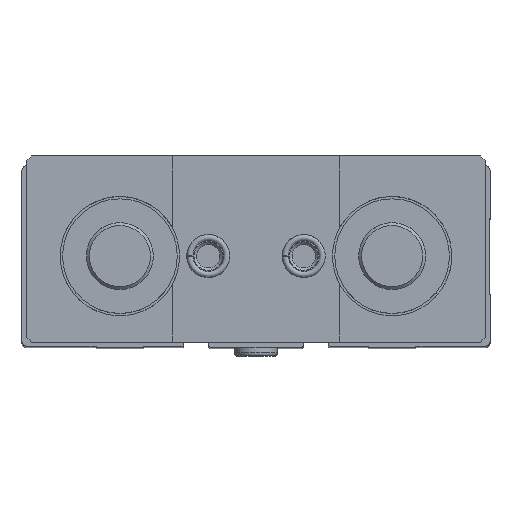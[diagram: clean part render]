
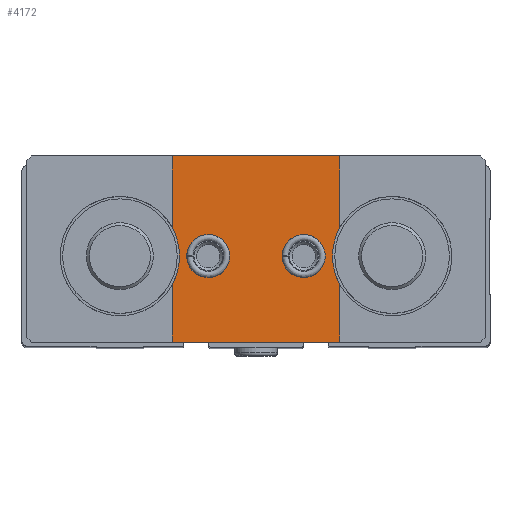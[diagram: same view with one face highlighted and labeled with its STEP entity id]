
A CAD part, top view. The second image highlights one B-rep face of the part: STEP entity #4172.
In plain terms, the highlighted planar face has unit normal (0, 0, 1).
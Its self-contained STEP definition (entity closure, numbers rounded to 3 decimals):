
#276=LINE('',#7014,#534);
#278=LINE('',#7018,#536);
#284=LINE('',#7064,#542);
#286=LINE('',#7068,#544);
#294=LINE('',#7114,#552);
#300=LINE('',#7125,#558);
#534=VECTOR('',#5716,1000.);
#536=VECTOR('',#5720,1000.);
#542=VECTOR('',#5742,1000.);
#544=VECTOR('',#5746,1000.);
#552=VECTOR('',#5768,1000.);
#558=VECTOR('',#5778,1000.);
#671=PLANE('',#4684);
#944=CIRCLE('',#4685,4.5);
#945=CIRCLE('',#4686,4.5);
#946=CIRCLE('',#4687,12.5);
#947=CIRCLE('',#4688,12.5);
#1761=ORIENTED_EDGE('',*,*,#2481,.F.);
#1762=ORIENTED_EDGE('',*,*,#2482,.F.);
#1763=ORIENTED_EDGE('',*,*,#2439,.T.);
#1764=ORIENTED_EDGE('',*,*,#2483,.T.);
#1765=ORIENTED_EDGE('',*,*,#2441,.T.);
#1766=ORIENTED_EDGE('',*,*,#2469,.T.);
#1767=ORIENTED_EDGE('',*,*,#2453,.T.);
#1768=ORIENTED_EDGE('',*,*,#2484,.T.);
#1769=ORIENTED_EDGE('',*,*,#2455,.T.);
#1770=ORIENTED_EDGE('',*,*,#2475,.T.);
#2439=EDGE_CURVE('',#2897,#2896,#276,.T.);
#2441=EDGE_CURVE('',#2898,#2899,#278,.T.);
#2453=EDGE_CURVE('',#2910,#2909,#284,.T.);
#2455=EDGE_CURVE('',#2911,#2912,#286,.T.);
#2469=EDGE_CURVE('',#2899,#2910,#294,.T.);
#2475=EDGE_CURVE('',#2912,#2897,#300,.T.);
#2481=EDGE_CURVE('',#2928,#2928,#944,.T.);
#2482=EDGE_CURVE('',#2929,#2929,#945,.T.);
#2483=EDGE_CURVE('',#2896,#2898,#946,.F.);
#2484=EDGE_CURVE('',#2909,#2911,#947,.F.);
#2896=VERTEX_POINT('',#7013);
#2897=VERTEX_POINT('',#7015);
#2898=VERTEX_POINT('',#7019);
#2899=VERTEX_POINT('',#7020);
#2909=VERTEX_POINT('',#7063);
#2910=VERTEX_POINT('',#7065);
#2911=VERTEX_POINT('',#7069);
#2912=VERTEX_POINT('',#7070);
#2928=VERTEX_POINT('',#7137);
#2929=VERTEX_POINT('',#7139);
#3325=EDGE_LOOP('',(#1761));
#3326=EDGE_LOOP('',(#1762));
#3327=EDGE_LOOP('',(#1763,#1764,#1765,#1766,#1767,#1768,#1769,#1770));
#3757=FACE_BOUND('',#3325,.T.);
#3758=FACE_BOUND('',#3326,.T.);
#3759=FACE_BOUND('',#3327,.T.);
#4172=ADVANCED_FACE('',(#3757,#3758,#3759),#671,.T.);
#4684=AXIS2_PLACEMENT_3D('',#7135,#5786,#5787);
#4685=AXIS2_PLACEMENT_3D('',#7136,#5788,#5789);
#4686=AXIS2_PLACEMENT_3D('',#7138,#5790,#5791);
#4687=AXIS2_PLACEMENT_3D('',#7140,#5792,#5793);
#4688=AXIS2_PLACEMENT_3D('',#7141,#5794,#5795);
#5716=DIRECTION('',(0.,1.,0.));
#5720=DIRECTION('',(0.,1.,0.));
#5742=DIRECTION('',(0.,-1.,0.));
#5746=DIRECTION('',(0.,-1.,0.));
#5768=DIRECTION('',(-1.,0.,0.));
#5778=DIRECTION('',(1.,0.,0.));
#5786=DIRECTION('',(0.,0.,1.));
#5787=DIRECTION('',(1.,0.,0.));
#5788=DIRECTION('',(0.,0.,1.));
#5789=DIRECTION('',(1.,0.,0.));
#5790=DIRECTION('',(0.,0.,1.));
#5791=DIRECTION('',(1.,0.,0.));
#5792=DIRECTION('',(0.,0.,1.));
#5793=DIRECTION('',(1.,0.,0.));
#5794=DIRECTION('',(0.,0.,1.));
#5795=DIRECTION('',(1.,0.,0.));
#7013=CARTESIAN_POINT('',(17.5,-5.937,30.));
#7014=CARTESIAN_POINT('',(17.5,0.,30.));
#7015=CARTESIAN_POINT('',(17.5,-18.,30.));
#7018=CARTESIAN_POINT('',(17.5,0.,30.));
#7019=CARTESIAN_POINT('',(17.5,5.937,30.));
#7020=CARTESIAN_POINT('',(17.5,21.,30.));
#7063=CARTESIAN_POINT('',(-17.5,5.937,30.));
#7064=CARTESIAN_POINT('',(-17.5,0.,30.));
#7065=CARTESIAN_POINT('',(-17.5,21.,30.));
#7068=CARTESIAN_POINT('',(-17.5,0.,30.));
#7069=CARTESIAN_POINT('',(-17.5,-5.937,30.));
#7070=CARTESIAN_POINT('',(-17.5,-18.,30.));
#7114=CARTESIAN_POINT('',(48.,21.,30.));
#7125=CARTESIAN_POINT('',(-48.,-18.,30.));
#7135=CARTESIAN_POINT('',(0.,0.,30.));
#7136=CARTESIAN_POINT('',(-10.,0.,30.));
#7137=CARTESIAN_POINT('',(-5.5,0.,30.));
#7138=CARTESIAN_POINT('',(10.,0.,30.));
#7139=CARTESIAN_POINT('',(14.5,0.,30.));
#7140=CARTESIAN_POINT('',(28.5,0.,30.));
#7141=CARTESIAN_POINT('',(-28.5,0.,30.));
